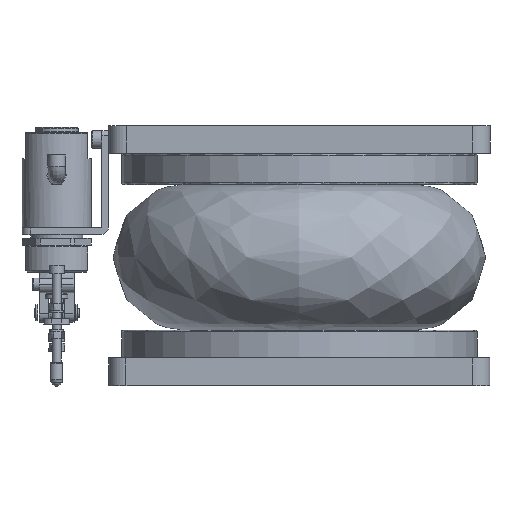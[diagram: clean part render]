
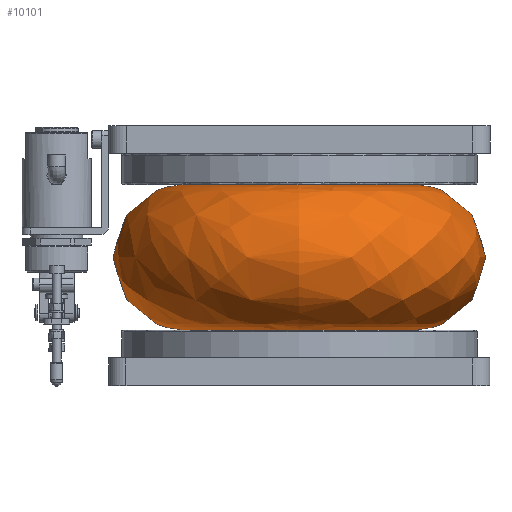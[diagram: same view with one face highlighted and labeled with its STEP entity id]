
A CAD part, front view. The second image highlights one B-rep face of the part: STEP entity #10101.
In plain terms, the highlighted free-form (B-spline) face has degree [3, 3] with [4, 7] control points.
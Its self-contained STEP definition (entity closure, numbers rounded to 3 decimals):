
#663 = CARTESIAN_POINT ( 'NONE',  ( 129.309, -25.546, 121.01 ) ) ;
#727 = CARTESIAN_POINT ( 'NONE',  ( -164.548, 121.383, 122.723 ) ) ;
#2510 = CARTESIAN_POINT ( 'NONE',  ( 129.309, 40.848, 121.01 ) ) ;
#2790 = CARTESIAN_POINT ( 'NONE',  ( 129.309, -172.474, 122.723 ) ) ;
#2930 = CARTESIAN_POINT ( 'NONE',  ( 129.309, -25.546, 204.99 ) ) ;
#2943 = CARTESIAN_POINT ( 'NONE',  ( 129.309, -91.939, 204.99 ) ) ;
#3165 = EDGE_LOOP ( 'NONE', ( #11416 ) ) ;
#4386 =( BOUNDED_SURFACE ( )  B_SPLINE_SURFACE ( 3, 3, ( 
 ( #16269, #14330, #16412, #22757, #11659, #20682, #2943 ),
 ( #23353, #5301, #7372, #18466, #11508, #27496, #7223 ),
 ( #25421, #25276, #7075, #20983, #727, #4728, #2790 ),
 ( #21127, #12097, #16552, #2510, #22906, #18618, #20539 ) ),
 .UNSPECIFIED., .F., .T., .F. ) 
 B_SPLINE_SURFACE_WITH_KNOTS ( ( 4, 4 ),
 ( 4, 3, 4 ),
 ( 0., 1. ),
 ( 0., 0.5, 1. ),
 .UNSPECIFIED. ) 
 GEOMETRIC_REPRESENTATION_ITEM ( )  RATIONAL_B_SPLINE_SURFACE ( (
 ( 1., 0.333, 0.333, 1., 0.333, 0.333, 1.),
 ( 0.348, 0.116, 0.116, 0.348, 0.116, 0.116, 0.348),
 ( 0.348, 0.116, 0.116, 0.348, 0.116, 0.116, 0.348),
 ( 1., 0.333, 0.333, 1., 0.333, 0.333, 1.) ) ) 
 REPRESENTATION_ITEM ( '' )  SURFACE ( )  );
#4728 = CARTESIAN_POINT ( 'NONE',  ( -164.548, -172.474, 122.723 ) ) ;
#5242 = AXIS2_PLACEMENT_3D ( 'NONE', #663, #20081, #27579 ) ;
#5301 = CARTESIAN_POINT ( 'NONE',  ( 423.167, -172.474, 203.277 ) ) ;
#6442 = CARTESIAN_POINT ( 'NONE',  ( 129.309, -91.939, 121.01 ) ) ;
#7075 = CARTESIAN_POINT ( 'NONE',  ( 423.167, 121.383, 122.723 ) ) ;
#7223 = CARTESIAN_POINT ( 'NONE',  ( 129.309, -172.474, 203.277 ) ) ;
#7372 = CARTESIAN_POINT ( 'NONE',  ( 423.167, 121.383, 203.277 ) ) ;
#9441 = FACE_OUTER_BOUND ( 'NONE', #3165, .T. ) ;
#9737 = FACE_OUTER_BOUND ( 'NONE', #29043, .T. ) ;
#9869 = DIRECTION ( 'NONE',  ( 0., 0., -1. ) ) ;
#10101 = ADVANCED_FACE ( 'NONE', ( #9737, #9441 ), #4386, .T. ) ;
#11416 = ORIENTED_EDGE ( 'NONE', *, *, #23978, .T. ) ;
#11491 = EDGE_CURVE ( 'NONE', #26720, #26720, #18017, .T. ) ;
#11508 = CARTESIAN_POINT ( 'NONE',  ( -164.548, 121.383, 203.277 ) ) ;
#11659 = CARTESIAN_POINT ( 'NONE',  ( -3.478, 40.848, 204.99 ) ) ;
#12026 = CIRCLE ( 'NONE', #20079, 66.394 ) ;
#12097 = CARTESIAN_POINT ( 'NONE',  ( 262.097, -91.939, 121.01 ) ) ;
#14330 = CARTESIAN_POINT ( 'NONE',  ( 262.097, -91.939, 204.99 ) ) ;
#16269 = CARTESIAN_POINT ( 'NONE',  ( 129.309, -91.939, 204.99 ) ) ;
#16412 = CARTESIAN_POINT ( 'NONE',  ( 262.097, 40.848, 204.99 ) ) ;
#16552 = CARTESIAN_POINT ( 'NONE',  ( 262.097, 40.848, 121.01 ) ) ;
#16941 = CARTESIAN_POINT ( 'NONE',  ( 129.309, -91.939, 204.99 ) ) ;
#17400 = ORIENTED_EDGE ( 'NONE', *, *, #11491, .T. ) ;
#18017 = CIRCLE ( 'NONE', #5242, 66.394 ) ;
#18466 = CARTESIAN_POINT ( 'NONE',  ( 129.309, 121.383, 203.277 ) ) ;
#18618 = CARTESIAN_POINT ( 'NONE',  ( -3.478, -91.939, 121.01 ) ) ;
#20079 = AXIS2_PLACEMENT_3D ( 'NONE', #2930, #9869, #23336 ) ;
#20081 = DIRECTION ( 'NONE',  ( 0., 0., 1. ) ) ;
#20539 = CARTESIAN_POINT ( 'NONE',  ( 129.309, -91.939, 121.01 ) ) ;
#20682 = CARTESIAN_POINT ( 'NONE',  ( -3.478, -91.939, 204.99 ) ) ;
#20983 = CARTESIAN_POINT ( 'NONE',  ( 129.309, 121.383, 122.723 ) ) ;
#21127 = CARTESIAN_POINT ( 'NONE',  ( 129.309, -91.939, 121.01 ) ) ;
#22757 = CARTESIAN_POINT ( 'NONE',  ( 129.309, 40.848, 204.99 ) ) ;
#22906 = CARTESIAN_POINT ( 'NONE',  ( -3.478, 40.848, 121.01 ) ) ;
#23336 = DIRECTION ( 'NONE',  ( 0., -1., 0. ) ) ;
#23353 = CARTESIAN_POINT ( 'NONE',  ( 129.309, -172.474, 203.277 ) ) ;
#23978 = EDGE_CURVE ( 'NONE', #24174, #24174, #12026, .T. ) ;
#24174 = VERTEX_POINT ( 'NONE', #16941 ) ;
#25276 = CARTESIAN_POINT ( 'NONE',  ( 423.167, -172.474, 122.723 ) ) ;
#25421 = CARTESIAN_POINT ( 'NONE',  ( 129.309, -172.474, 122.723 ) ) ;
#26720 = VERTEX_POINT ( 'NONE', #6442 ) ;
#27496 = CARTESIAN_POINT ( 'NONE',  ( -164.548, -172.474, 203.277 ) ) ;
#27579 = DIRECTION ( 'NONE',  ( 0., -1., 0. ) ) ;
#29043 = EDGE_LOOP ( 'NONE', ( #17400 ) ) ;
